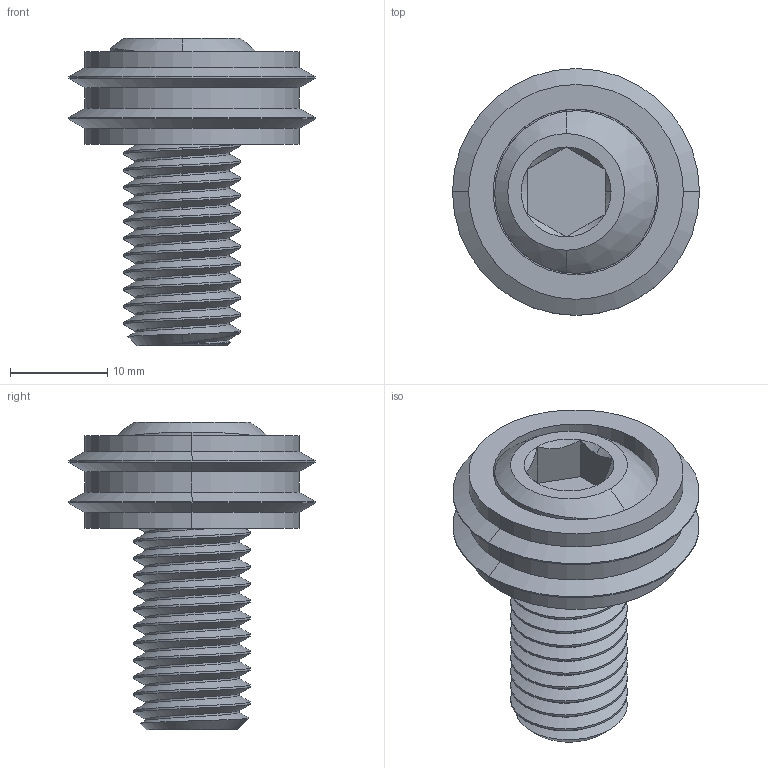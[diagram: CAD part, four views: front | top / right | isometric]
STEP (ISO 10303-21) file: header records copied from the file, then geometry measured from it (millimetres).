
FILE_DESCRIPTION (( 'STEP AP203' ), '1' );
FILE_NAME ('82588.STEP', '2021-09-03T19:29:48', ( '' ), ( '' ), 'SwSTEP 2.0', 'SolidWorks 2021', '' );
FILE_SCHEMA (( 'CONFIG_CONTROL_DESIGN' ));
Length unit declared in the file: inch
Products named in the file (3): 82588; 12588B_12588B; 50371_50371
Assembly tree (2 placements, depth 2):
  82588
    12588B_12588B
    50371_50371
Bounding box: 25.4 x 25.4 x 31.6 mm (x, y, z)
Volume: 5207.4 mm3; surface area: 4131.7 mm2
Topology: 2 solids, 2 shells, 109 faces, 277 edges, 175 vertices
Faces by surface type: cylinder 74, cone 18, plane 13, sphere 2, bspline 2
Entity records: 5863 total; most frequent: CARTESIAN_POINT 3276, ORIENTED_EDGE 554, DIRECTION 416, EDGE_CURVE 277, VERTEX_POINT 175, AXIS2_PLACEMENT_3D 160, EDGE_LOOP 114, FACE_OUTER_BOUND 109
